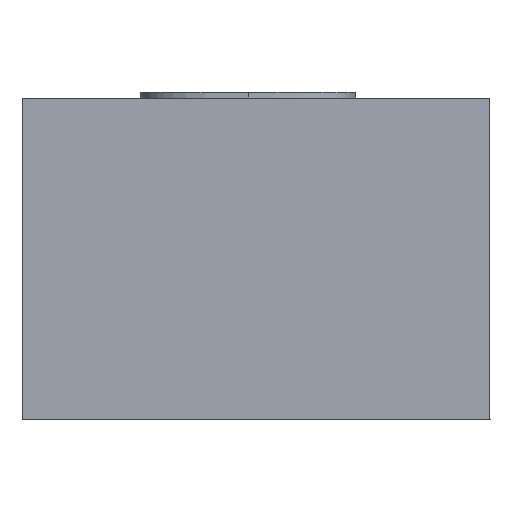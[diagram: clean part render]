
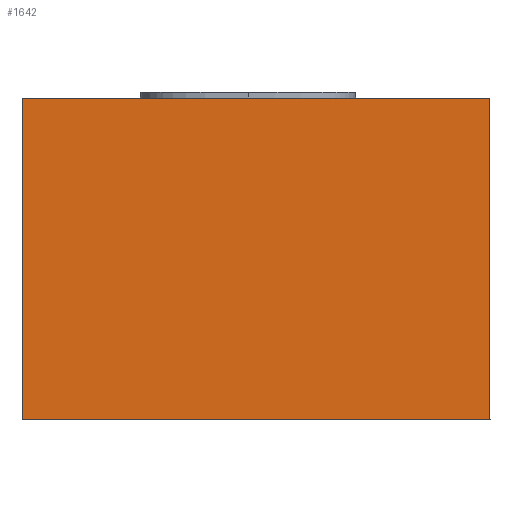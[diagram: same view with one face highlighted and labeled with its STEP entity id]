
A CAD part, left-side view. The second image highlights one B-rep face of the part: STEP entity #1642.
In plain terms, the highlighted planar face has unit normal (-1, 0, 0).
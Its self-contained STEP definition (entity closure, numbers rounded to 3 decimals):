
#215=FACE_OUTER_BOUND('',#309,.T.);
#309=EDGE_LOOP('',(#1142,#1143,#1144,#1145));
#419=LINE('',#2110,#574);
#424=LINE('',#2120,#579);
#425=LINE('',#2122,#580);
#426=LINE('',#2123,#581);
#574=VECTOR('',#1837,1000.);
#579=VECTOR('',#1846,1000.);
#580=VECTOR('',#1847,1000.);
#581=VECTOR('',#1848,1000.);
#725=VERTEX_POINT('',#2107);
#726=VERTEX_POINT('',#2109);
#729=VERTEX_POINT('',#2119);
#730=VERTEX_POINT('',#2121);
#887=EDGE_CURVE('',#726,#725,#419,.T.);
#892=EDGE_CURVE('',#729,#726,#424,.T.);
#893=EDGE_CURVE('',#730,#725,#425,.T.);
#894=EDGE_CURVE('',#730,#729,#426,.T.);
#1142=ORIENTED_EDGE('',*,*,#892,.T.);
#1143=ORIENTED_EDGE('',*,*,#887,.T.);
#1144=ORIENTED_EDGE('',*,*,#893,.F.);
#1145=ORIENTED_EDGE('',*,*,#894,.T.);
#1589=PLANE('',#1754);
#1642=ADVANCED_FACE('',(#215),#1589,.T.);
#1754=AXIS2_PLACEMENT_3D('',#2118,#1844,#1845);
#1837=DIRECTION('',(0.,0.,1.));
#1844=DIRECTION('center_axis',(-1.,0.,0.));
#1845=DIRECTION('ref_axis',(0.,-1.,0.));
#1846=DIRECTION('',(0.,-1.,0.));
#1847=DIRECTION('',(0.,-1.,0.));
#1848=DIRECTION('',(0.,0.,-1.));
#2107=CARTESIAN_POINT('',(-0.85,0.,0.4));
#2109=CARTESIAN_POINT('',(-0.85,0.,-0.4));
#2110=CARTESIAN_POINT('',(-0.85,0.,0.4));
#2118=CARTESIAN_POINT('Origin',(-0.85,0.55,0.4));
#2119=CARTESIAN_POINT('',(-0.85,0.55,-0.4));
#2120=CARTESIAN_POINT('',(-0.85,0.55,-0.4));
#2121=CARTESIAN_POINT('',(-0.85,0.55,0.4));
#2122=CARTESIAN_POINT('',(-0.85,0.55,0.4));
#2123=CARTESIAN_POINT('',(-0.85,0.55,0.4));
